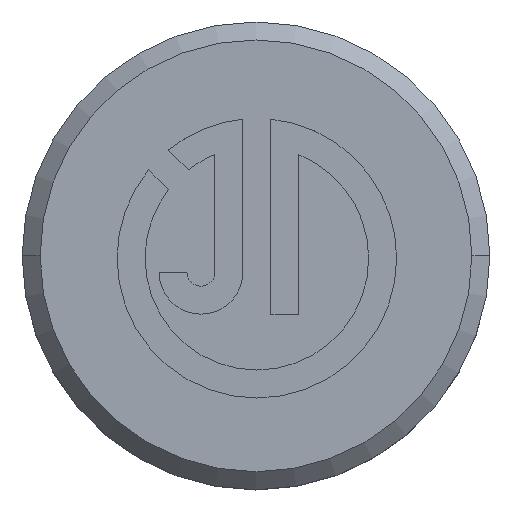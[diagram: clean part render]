
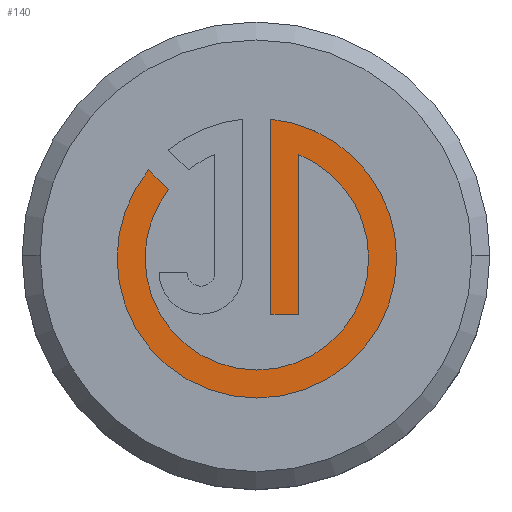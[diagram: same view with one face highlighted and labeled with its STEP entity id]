
A CAD part, top view. The second image highlights one B-rep face of the part: STEP entity #140.
In plain terms, the highlighted planar face has unit normal (0, 0, 1).
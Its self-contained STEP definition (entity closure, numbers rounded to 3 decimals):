
#18 = DIRECTION ( 'NONE',  ( -1., 0., 0. ) ) ;
#45 = CARTESIAN_POINT ( 'NONE',  ( -2.431, 1.839, 79.9 ) ) ;
#59 = AXIS2_PLACEMENT_3D ( 'NONE', #1755, #703, #1924 ) ;
#111 = CARTESIAN_POINT ( 'NONE',  ( -2.983, 2.392, 79.9 ) ) ;
#119 = VERTEX_POINT ( 'NONE', #462 ) ;
#140 = ADVANCED_FACE ( 'NONE', ( #809 ), #1709, .T. ) ;
#205 = VERTEX_POINT ( 'NONE', #111 ) ;
#207 = DIRECTION ( 'NONE',  ( -0.707, 0.707, 0. ) ) ;
#249 = ORIENTED_EDGE ( 'NONE', *, *, #1664, .T. ) ;
#250 = EDGE_CURVE ( 'NONE', #205, #119, #1125, .T. ) ;
#355 = CARTESIAN_POINT ( 'NONE',  ( 0.025, -0.066, 79.9 ) ) ;
#359 = CARTESIAN_POINT ( 'NONE',  ( 0.025, -0.066, 79.9 ) ) ;
#376 = CARTESIAN_POINT ( 'NONE',  ( -3.083, -0.066, 79.9 ) ) ;
#381 = AXIS2_PLACEMENT_3D ( 'NONE', #779, #611, #600 ) ;
#386 = EDGE_CURVE ( 'NONE', #119, #1011, #2165, .T. ) ;
#403 = CIRCLE ( 'NONE', #1526, 3.108 ) ;
#458 = LINE ( 'NONE', #894, #2267 ) ;
#462 = CARTESIAN_POINT ( 'NONE',  ( -3.86, -0.066, 79.9 ) ) ;
#504 = CARTESIAN_POINT ( 'NONE',  ( 0.413, -1.62, 79.9 ) ) ;
#525 = DIRECTION ( 'NONE',  ( -1., 0., 0. ) ) ;
#534 = DIRECTION ( 'NONE',  ( -1., 0., 0. ) ) ;
#560 = EDGE_LOOP ( 'NONE', ( #249, #1272, #1103, #1235, #762, #1956, #842, #1328, #1431, #2114 ) ) ;
#600 = DIRECTION ( 'NONE',  ( 1., 0., 0. ) ) ;
#611 = DIRECTION ( 'NONE',  ( 0., 0., 1. ) ) ;
#613 = AXIS2_PLACEMENT_3D ( 'NONE', #359, #1596, #534 ) ;
#639 = DIRECTION ( 'NONE',  ( 1., 0., 0. ) ) ;
#703 = DIRECTION ( 'NONE',  ( 0., 0., 1. ) ) ;
#710 = VERTEX_POINT ( 'NONE', #504 ) ;
#762 = ORIENTED_EDGE ( 'NONE', *, *, #250, .T. ) ;
#764 = CARTESIAN_POINT ( 'NONE',  ( 1.19, 2.815, 79.9 ) ) ;
#769 = EDGE_CURVE ( 'NONE', #1011, #1263, #1469, .T. ) ;
#779 = CARTESIAN_POINT ( 'NONE',  ( 0.025, -0.066, 79.9 ) ) ;
#803 = EDGE_CURVE ( 'NONE', #2101, #1366, #458, .T. ) ;
#809 = FACE_OUTER_BOUND ( 'NONE', #560, .T. ) ;
#842 = ORIENTED_EDGE ( 'NONE', *, *, #769, .T. ) ;
#876 = EDGE_CURVE ( 'NONE', #1282, #950, #886, .T. ) ;
#886 = CIRCLE ( 'NONE', #1397, 3.108 ) ;
#894 = CARTESIAN_POINT ( 'NONE',  ( 1.19, 0., 79.9 ) ) ;
#905 = AXIS2_PLACEMENT_3D ( 'NONE', #1507, #1854, #639 ) ;
#908 = DIRECTION ( 'NONE',  ( 1., 0., 0. ) ) ;
#917 = CARTESIAN_POINT ( 'NONE',  ( 0.413, 3.799, 79.9 ) ) ;
#950 = VERTEX_POINT ( 'NONE', #376 ) ;
#1011 = VERTEX_POINT ( 'NONE', #1462 ) ;
#1088 = DIRECTION ( 'NONE',  ( 0., 0., -1. ) ) ;
#1103 = ORIENTED_EDGE ( 'NONE', *, *, #2219, .T. ) ;
#1125 = CIRCLE ( 'NONE', #1834, 3.885 ) ;
#1235 = ORIENTED_EDGE ( 'NONE', *, *, #1257, .T. ) ;
#1257 = EDGE_CURVE ( 'NONE', #1991, #205, #2264, .T. ) ;
#1263 = VERTEX_POINT ( 'NONE', #917 ) ;
#1272 = ORIENTED_EDGE ( 'NONE', *, *, #876, .T. ) ;
#1282 = VERTEX_POINT ( 'NONE', #1449 ) ;
#1303 = CIRCLE ( 'NONE', #613, 3.108 ) ;
#1328 = ORIENTED_EDGE ( 'NONE', *, *, #1450, .T. ) ;
#1335 = DIRECTION ( 'NONE',  ( 0., -1., 0. ) ) ;
#1342 = CARTESIAN_POINT ( 'NONE',  ( 1.19, -1.62, 79.9 ) ) ;
#1366 = VERTEX_POINT ( 'NONE', #764 ) ;
#1397 = AXIS2_PLACEMENT_3D ( 'NONE', #2112, #1088, #18 ) ;
#1431 = ORIENTED_EDGE ( 'NONE', *, *, #2249, .T. ) ;
#1449 = CARTESIAN_POINT ( 'NONE',  ( 3.132, -0.066, 79.9 ) ) ;
#1450 = EDGE_CURVE ( 'NONE', #1263, #710, #2137, .T. ) ;
#1451 = DIRECTION ( 'NONE',  ( 0., 0., 1. ) ) ;
#1462 = CARTESIAN_POINT ( 'NONE',  ( 3.909, -0.066, 79.9 ) ) ;
#1469 = CIRCLE ( 'NONE', #59, 3.885 ) ;
#1507 = CARTESIAN_POINT ( 'NONE',  ( 0., 0., 79.9 ) ) ;
#1526 = AXIS2_PLACEMENT_3D ( 'NONE', #355, #1592, #525 ) ;
#1592 = DIRECTION ( 'NONE',  ( 0., 0., -1. ) ) ;
#1596 = DIRECTION ( 'NONE',  ( 0., 0., -1. ) ) ;
#1601 = DIRECTION ( 'NONE',  ( 1., 0., 0. ) ) ;
#1664 = EDGE_CURVE ( 'NONE', #1366, #1282, #1303, .T. ) ;
#1682 = VECTOR ( 'NONE', #1335, 1000. ) ;
#1705 = LINE ( 'NONE', #1946, #2155 ) ;
#1709 = PLANE ( 'NONE',  #905 ) ;
#1755 = CARTESIAN_POINT ( 'NONE',  ( 0.025, -0.066, 79.9 ) ) ;
#1804 = VECTOR ( 'NONE', #207, 1000. ) ;
#1834 = AXIS2_PLACEMENT_3D ( 'NONE', #2111, #1451, #1601 ) ;
#1854 = DIRECTION ( 'NONE',  ( 0., 0., 1. ) ) ;
#1924 = DIRECTION ( 'NONE',  ( 1., 0., 0. ) ) ;
#1946 = CARTESIAN_POINT ( 'NONE',  ( 0., -1.62, 79.9 ) ) ;
#1948 = CARTESIAN_POINT ( 'NONE',  ( -2.431, 1.839, 79.9 ) ) ;
#1956 = ORIENTED_EDGE ( 'NONE', *, *, #386, .T. ) ;
#1991 = VERTEX_POINT ( 'NONE', #45 ) ;
#2101 = VERTEX_POINT ( 'NONE', #1342 ) ;
#2106 = DIRECTION ( 'NONE',  ( 0., 1., 0. ) ) ;
#2111 = CARTESIAN_POINT ( 'NONE',  ( 0.025, -0.066, 79.9 ) ) ;
#2112 = CARTESIAN_POINT ( 'NONE',  ( 0.025, -0.066, 79.9 ) ) ;
#2114 = ORIENTED_EDGE ( 'NONE', *, *, #803, .T. ) ;
#2137 = LINE ( 'NONE', #2181, #1682 ) ;
#2155 = VECTOR ( 'NONE', #908, 1000. ) ;
#2165 = CIRCLE ( 'NONE', #381, 3.885 ) ;
#2181 = CARTESIAN_POINT ( 'NONE',  ( 0.413, 0., 79.9 ) ) ;
#2219 = EDGE_CURVE ( 'NONE', #950, #1991, #403, .T. ) ;
#2249 = EDGE_CURVE ( 'NONE', #710, #2101, #1705, .T. ) ;
#2264 = LINE ( 'NONE', #1948, #1804 ) ;
#2267 = VECTOR ( 'NONE', #2106, 1000. ) ;
